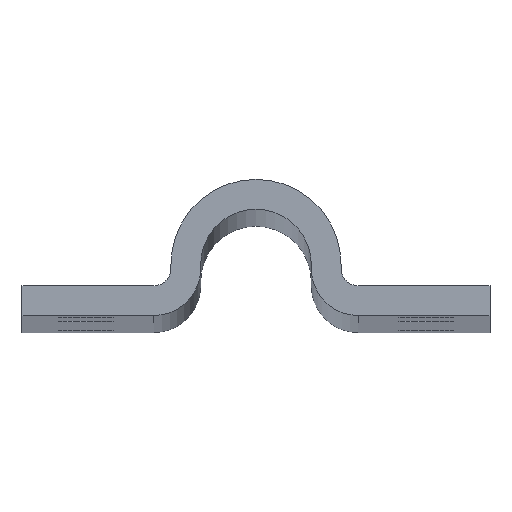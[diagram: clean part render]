
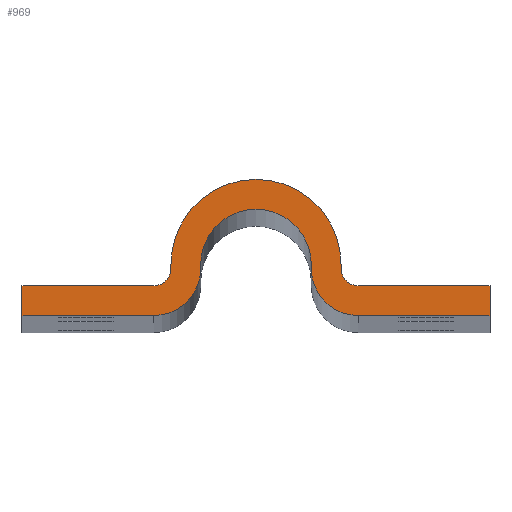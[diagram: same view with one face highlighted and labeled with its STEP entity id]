
A CAD part, top view. The second image highlights one B-rep face of the part: STEP entity #969.
In plain terms, the highlighted planar face has unit normal (0, 0, 1).
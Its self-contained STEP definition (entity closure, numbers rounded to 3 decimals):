
#53=FACE_OUTER_BOUND('',#103,.T.);
#103=EDGE_LOOP('',(#653,#654,#655,#656,#657,#658,#659,#660,#661,#662,#663,
#664,#665,#666,#667,#668));
#169=CIRCLE('',#1022,5.5);
#170=CIRCLE('',#1023,6.5);
#171=CIRCLE('',#1024,5.5);
#172=CIRCLE('',#1025,2.);
#173=CIRCLE('',#1026,10.);
#174=CIRCLE('',#1027,2.);
#213=LINE('',#1409,#313);
#214=LINE('',#1411,#314);
#215=LINE('',#1413,#315);
#216=LINE('',#1417,#316);
#217=LINE('',#1421,#317);
#218=LINE('',#1425,#318);
#219=LINE('',#1427,#319);
#220=LINE('',#1429,#320);
#221=LINE('',#1433,#321);
#222=LINE('',#1437,#322);
#313=VECTOR('',#1119,15.5);
#314=VECTOR('',#1120,3.5);
#315=VECTOR('',#1121,15.5);
#316=VECTOR('',#1124,0.5);
#317=VECTOR('',#1127,0.5);
#318=VECTOR('',#1130,15.5);
#319=VECTOR('',#1131,3.5);
#320=VECTOR('',#1132,15.5);
#321=VECTOR('',#1135,0.5);
#322=VECTOR('',#1138,0.5);
#413=VERTEX_POINT('',#1407);
#414=VERTEX_POINT('',#1408);
#415=VERTEX_POINT('',#1410);
#416=VERTEX_POINT('',#1412);
#417=VERTEX_POINT('',#1414);
#418=VERTEX_POINT('',#1416);
#419=VERTEX_POINT('',#1418);
#420=VERTEX_POINT('',#1420);
#421=VERTEX_POINT('',#1422);
#422=VERTEX_POINT('',#1424);
#423=VERTEX_POINT('',#1426);
#424=VERTEX_POINT('',#1428);
#425=VERTEX_POINT('',#1430);
#426=VERTEX_POINT('',#1432);
#427=VERTEX_POINT('',#1434);
#428=VERTEX_POINT('',#1436);
#509=EDGE_CURVE('',#413,#414,#213,.T.);
#510=EDGE_CURVE('',#415,#413,#214,.T.);
#511=EDGE_CURVE('',#416,#415,#215,.T.);
#512=EDGE_CURVE('',#417,#416,#169,.T.);
#513=EDGE_CURVE('',#418,#417,#216,.T.);
#514=EDGE_CURVE('',#419,#418,#170,.T.);
#515=EDGE_CURVE('',#420,#419,#217,.T.);
#516=EDGE_CURVE('',#421,#420,#171,.T.);
#517=EDGE_CURVE('',#422,#421,#218,.T.);
#518=EDGE_CURVE('',#423,#422,#219,.T.);
#519=EDGE_CURVE('',#424,#423,#220,.T.);
#520=EDGE_CURVE('',#425,#424,#172,.T.);
#521=EDGE_CURVE('',#426,#425,#221,.T.);
#522=EDGE_CURVE('',#427,#426,#173,.T.);
#523=EDGE_CURVE('',#428,#427,#222,.T.);
#524=EDGE_CURVE('',#414,#428,#174,.T.);
#653=ORIENTED_EDGE('',*,*,#509,.F.);
#654=ORIENTED_EDGE('',*,*,#510,.F.);
#655=ORIENTED_EDGE('',*,*,#511,.F.);
#656=ORIENTED_EDGE('',*,*,#512,.F.);
#657=ORIENTED_EDGE('',*,*,#513,.F.);
#658=ORIENTED_EDGE('',*,*,#514,.F.);
#659=ORIENTED_EDGE('',*,*,#515,.F.);
#660=ORIENTED_EDGE('',*,*,#516,.F.);
#661=ORIENTED_EDGE('',*,*,#517,.F.);
#662=ORIENTED_EDGE('',*,*,#518,.F.);
#663=ORIENTED_EDGE('',*,*,#519,.F.);
#664=ORIENTED_EDGE('',*,*,#520,.F.);
#665=ORIENTED_EDGE('',*,*,#521,.F.);
#666=ORIENTED_EDGE('',*,*,#522,.F.);
#667=ORIENTED_EDGE('',*,*,#523,.F.);
#668=ORIENTED_EDGE('',*,*,#524,.F.);
#941=PLANE('',#1021);
#969=ADVANCED_FACE('',(#53),#941,.T.);
#1021=AXIS2_PLACEMENT_3D('',#1406,#1117,#1118);
#1022=AXIS2_PLACEMENT_3D('',#1415,#1122,#1123);
#1023=AXIS2_PLACEMENT_3D('',#1419,#1125,#1126);
#1024=AXIS2_PLACEMENT_3D('',#1423,#1128,#1129);
#1025=AXIS2_PLACEMENT_3D('',#1431,#1133,#1134);
#1026=AXIS2_PLACEMENT_3D('',#1435,#1136,#1137);
#1027=AXIS2_PLACEMENT_3D('',#1438,#1139,#1140);
#1117=DIRECTION('center_axis',(0.,0.,1.));
#1118=DIRECTION('ref_axis',(1.,0.,0.));
#1119=DIRECTION('',(1.,0.,0.));
#1120=DIRECTION('',(0.,1.,0.));
#1121=DIRECTION('',(-1.,0.,0.));
#1122=DIRECTION('center_axis',(0.,0.,-1.));
#1123=DIRECTION('ref_axis',(0.,1.,0.));
#1124=DIRECTION('',(0.,-1.,0.));
#1125=DIRECTION('center_axis',(0.,0.,1.));
#1126=DIRECTION('ref_axis',(1.,0.,0.));
#1127=DIRECTION('',(0.,1.,0.));
#1128=DIRECTION('center_axis',(0.,0.,-1.));
#1129=DIRECTION('ref_axis',(1.,0.,0.));
#1130=DIRECTION('',(-1.,0.,0.));
#1131=DIRECTION('',(0.,-1.,0.));
#1132=DIRECTION('',(1.,0.,0.));
#1133=DIRECTION('center_axis',(0.,0.,1.));
#1134=DIRECTION('ref_axis',(-1.,0.,0.));
#1135=DIRECTION('',(0.,-1.,0.));
#1136=DIRECTION('center_axis',(0.,0.,-1.));
#1137=DIRECTION('ref_axis',(-1.,0.,0.));
#1138=DIRECTION('',(0.,1.,0.));
#1139=DIRECTION('center_axis',(0.,0.,1.));
#1140=DIRECTION('ref_axis',(0.,-1.,0.));
#1406=CARTESIAN_POINT('Origin',(0.,4.898,1150.));
#1407=CARTESIAN_POINT('',(-27.5,3.5,1150.));
#1408=CARTESIAN_POINT('',(-12.,3.5,1150.));
#1409=CARTESIAN_POINT('',(-6.,3.5,1150.));
#1410=CARTESIAN_POINT('',(-27.5,0.,1150.));
#1411=CARTESIAN_POINT('',(-27.5,4.199,1150.));
#1412=CARTESIAN_POINT('',(-12.,0.,1150.));
#1413=CARTESIAN_POINT('',(-13.75,0.,1150.));
#1414=CARTESIAN_POINT('',(-6.5,5.5,1150.));
#1415=CARTESIAN_POINT('Origin',(-12.,5.5,1150.));
#1416=CARTESIAN_POINT('',(-6.5,6.,1150.));
#1417=CARTESIAN_POINT('',(-6.5,5.199,1150.));
#1418=CARTESIAN_POINT('',(6.5,6.,1150.));
#1419=CARTESIAN_POINT('Origin',(0.,6.,1150.));
#1420=CARTESIAN_POINT('',(6.5,5.5,1150.));
#1421=CARTESIAN_POINT('',(6.5,5.449,1150.));
#1422=CARTESIAN_POINT('',(12.,0.,1150.));
#1423=CARTESIAN_POINT('Origin',(12.,5.5,1150.));
#1424=CARTESIAN_POINT('',(27.5,0.,1150.));
#1425=CARTESIAN_POINT('',(6.,0.,1150.));
#1426=CARTESIAN_POINT('',(27.5,3.5,1150.));
#1427=CARTESIAN_POINT('',(27.5,2.449,1150.));
#1428=CARTESIAN_POINT('',(12.,3.5,1150.));
#1429=CARTESIAN_POINT('',(13.75,3.5,1150.));
#1430=CARTESIAN_POINT('',(10.,5.5,1150.));
#1431=CARTESIAN_POINT('Origin',(12.,5.5,1150.));
#1432=CARTESIAN_POINT('',(10.,6.,1150.));
#1433=CARTESIAN_POINT('',(10.,5.199,1150.));
#1434=CARTESIAN_POINT('',(-10.,6.,1150.));
#1435=CARTESIAN_POINT('Origin',(0.,6.,1150.));
#1436=CARTESIAN_POINT('',(-10.,5.5,1150.));
#1437=CARTESIAN_POINT('',(-10.,5.449,1150.));
#1438=CARTESIAN_POINT('Origin',(-12.,5.5,1150.));
